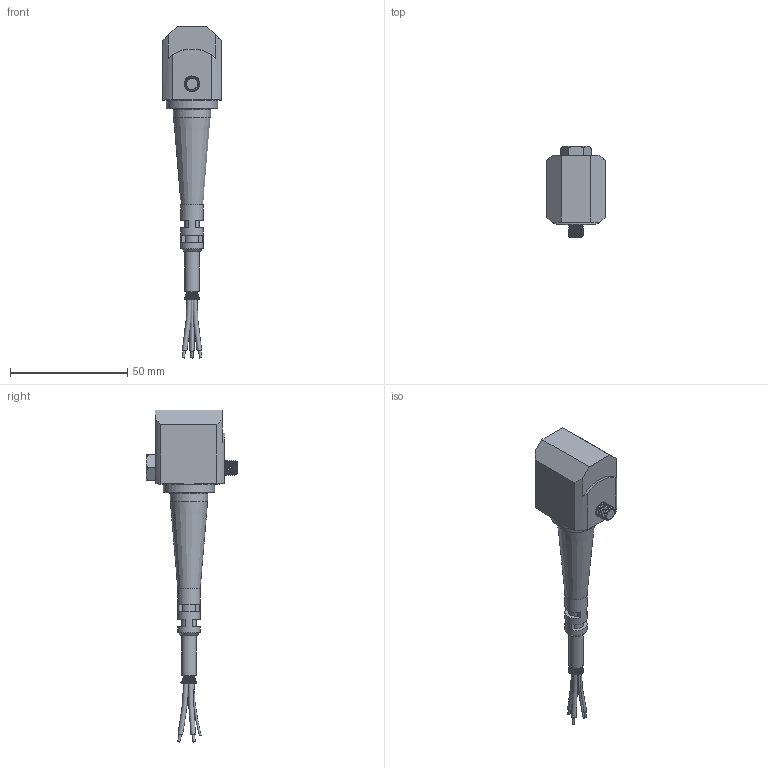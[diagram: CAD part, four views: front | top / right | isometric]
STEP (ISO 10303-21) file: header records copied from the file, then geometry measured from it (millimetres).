
FILE_DESCRIPTION(/* description */ (''),/* implementation_level */ '2;1');
FILE_NAME(/* name */ 'MASTER_TA_TALL_SIDE-EXIT_INTEGRAL_LIGHT-BLUE.stp',/* time_stamp */ '2017-04-26T17:15:59-04:00',/* author */ ('aneininger'),/* organization */ (''),/* preprocessor_version */ 'ST-DEVELOPER v16.5',/* originating_system */ 'Autodesk Inventor 2017',/* authorisation */ '');
FILE_SCHEMA (('AUTOMOTIVE_DESIGN { 1 0 10303 214 3 1 1 }'));
Products named in the file (3): MASTER_TA_TALL_SIDE-EXIT_INTEGRAL_LIGHT-BLUE_STEP; MASTER_TA_TALL_SIDE-EXIT_INTEGRAL_LIGHT-BLUE; ACP32146
Assembly tree (2 placements, depth 2):
  MASTER_TA_TALL_SIDE-EXIT_INTEGRAL_LIGHT-BLUE_STEP
    MASTER_TA_TALL_SIDE-EXIT_INTEGRAL_LIGHT-BLUE
    ACP32146
Bounding box: 25.15 x 39.07 x 141.57 mm (x, y, z)
Volume: 30700 mm3; surface area: 9615.5 mm2
Topology: 2 solids, 2 shells, 281 faces, 2126 edges, 1430 vertices
Faces by surface type: plane 144, bspline 102, cylinder 17, torus 11, cone 7
Full cylindrical faces by diameter (mm): 4.953 x1, 4.978 x1, 6.35 x1, 6.756 x1, 9.525 x1, 15.875 x1, 22.047 x1
Entity records: 52110 total; most frequent: CARTESIAN_POINT 37410, ORIENTED_EDGE 4172, DIRECTION 2156, EDGE_CURVE 2086, VERTEX_POINT 1416, B_SPLINE_CURVE_WITH_KNOTS 1083, AXIS2_PLACEMENT_3D 974, CIRCLE 787
